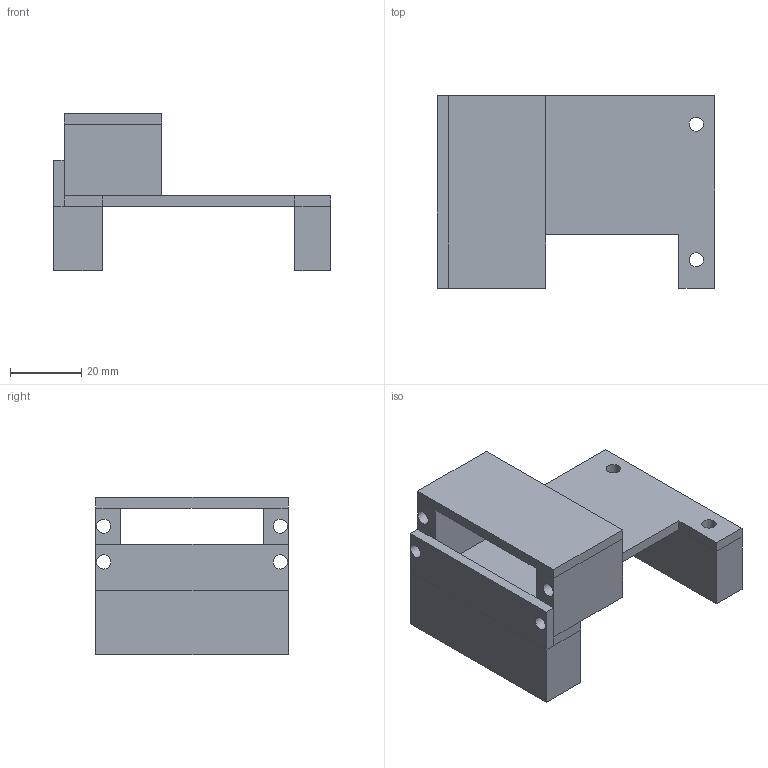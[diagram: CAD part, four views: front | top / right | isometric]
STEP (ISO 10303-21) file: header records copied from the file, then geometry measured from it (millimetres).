
FILE_DESCRIPTION(('FreeCAD Model'),'2;1');
FILE_NAME('Open CASCADE Shape Model','2025-05-12T16:50:58',('Author'),( ''),'Open CASCADE STEP processor 7.7','FreeCAD','Unknown');
FILE_SCHEMA(('AUTOMOTIVE_DESIGN { 1 0 10303 214 1 1 1 1 }'));
Length unit declared in the file: millimetre
Products named in the file (1): レスキューアーム固定材　
Bounding box: 77.7 x 54 x 44.1 mm (x, y, z)
Volume: 44943.2 mm3; surface area: 20739.6 mm2
Topology: 1 solids, 1 shells, 45 faces, 110 edges, 65 vertices
Faces by surface type: plane 39, cylinder 6
Full cylindrical faces by diameter (mm): 4 x6
Entity records: 1326 total; most frequent: CARTESIAN_POINT 221, ORIENTED_EDGE 220, DIRECTION 214, EDGE_CURVE 110, LINE 98, VECTOR 98, VERTEX_POINT 65, AXIS2_PLACEMENT_3D 58
